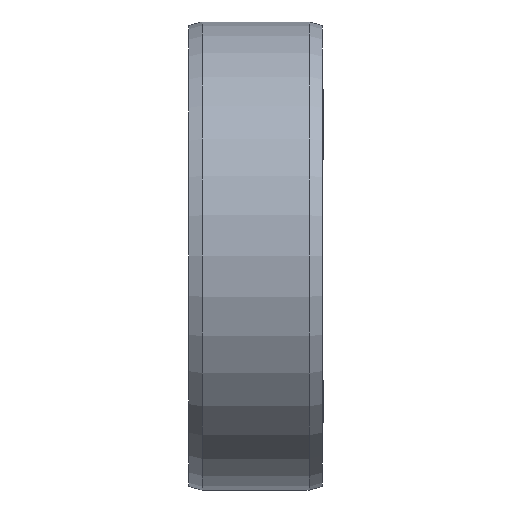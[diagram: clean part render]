
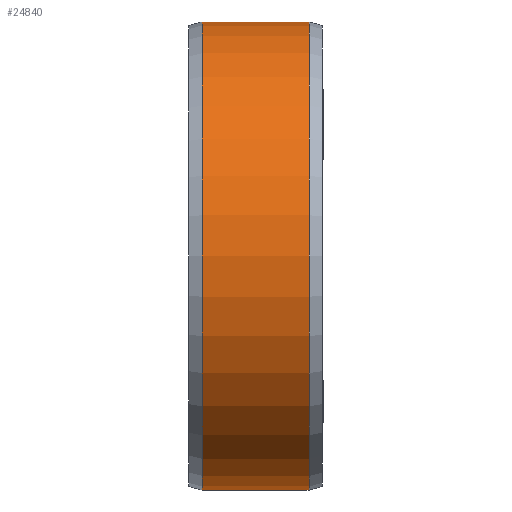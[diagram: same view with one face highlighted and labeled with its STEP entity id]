
A CAD part, left-side view. The second image highlights one B-rep face of the part: STEP entity #24840.
In plain terms, the highlighted cylindrical face has radius 17.5 mm (diameter 35 mm), a partial arc.
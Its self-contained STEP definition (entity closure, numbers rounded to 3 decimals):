
#23796=CARTESIAN_POINT('',(0.,-4.,0.));
#23797=DIRECTION('',(0.,1.,0.));
#23798=DIRECTION('',(0.,0.,-1.));
#23799=AXIS2_PLACEMENT_3D('',#23796,#23797,#23798);
#23804=DIRECTION('',(0.,1.,0.));
#23805=VECTOR('',#23804,8.);
#23806=CARTESIAN_POINT('',(0.,-4.,-17.5));
#23807=LINE('',#23806,#23805);
#23819=DIRECTION('',(0.,1.,0.));
#23820=VECTOR('',#23819,8.);
#23821=CARTESIAN_POINT('',(0.,-4.,17.5));
#23822=LINE('',#23821,#23820);
#24173=CARTESIAN_POINT('',(0.,4.,0.));
#24174=DIRECTION('',(0.,1.,0.));
#24175=DIRECTION('',(0.,0.,-1.));
#24176=AXIS2_PLACEMENT_3D('',#24173,#24174,#24175);
#24739=CARTESIAN_POINT('',(0.,-4.,-17.5));
#24741=VERTEX_POINT('',#24739);
#24742=CARTESIAN_POINT('',(0.,4.,-17.5));
#24743=VERTEX_POINT('',#24742);
#24769=CARTESIAN_POINT('',(0.,-4.,17.5));
#24771=VERTEX_POINT('',#24769);
#24772=CARTESIAN_POINT('',(0.,4.,17.5));
#24773=VERTEX_POINT('',#24772);
#24825=CARTESIAN_POINT('',(0.,-5.5,0.));
#24826=DIRECTION('',(0.,1.,0.));
#24827=DIRECTION('',(0.,0.,-1.));
#24828=AXIS2_PLACEMENT_3D('',#24825,#24826,#24827);
#24829=CYLINDRICAL_SURFACE('',#24828,17.5);
#24831=ORIENTED_EDGE('',*,*,#24830,.T.);
#24833=ORIENTED_EDGE('',*,*,#24832,.T.);
#24835=ORIENTED_EDGE('',*,*,#24834,.F.);
#24837=ORIENTED_EDGE('',*,*,#24836,.F.);
#24838=EDGE_LOOP('',(#24831,#24833,#24835,#24837));
#24839=FACE_OUTER_BOUND('',#24838,.F.);
#23800=CIRCLE('',#23799,17.5);
#24177=CIRCLE('',#24176,17.5);
#24830=EDGE_CURVE('',#24741,#24743,#23807,.T.);
#24832=EDGE_CURVE('',#24743,#24773,#24177,.T.);
#24834=EDGE_CURVE('',#24771,#24773,#23822,.T.);
#24836=EDGE_CURVE('',#24741,#24771,#23800,.T.);
#24840=ADVANCED_FACE('',(#24839),#24829,.T.);
